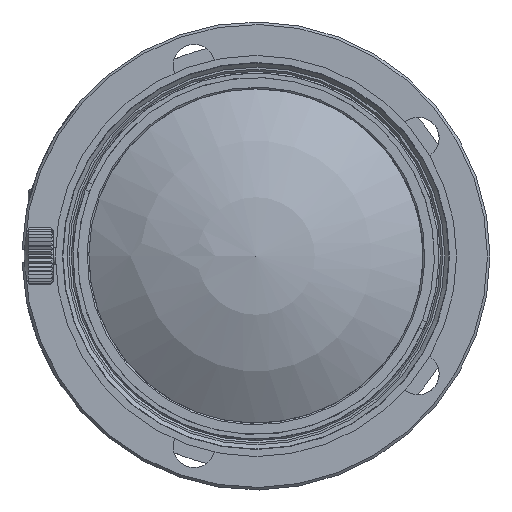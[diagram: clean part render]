
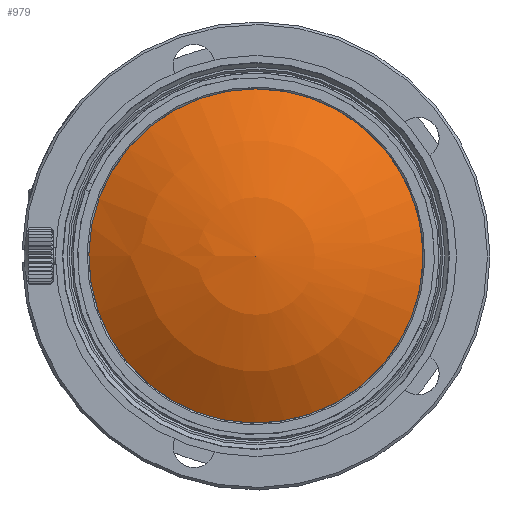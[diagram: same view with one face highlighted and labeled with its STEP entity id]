
A CAD part, left-side view. The second image highlights one B-rep face of the part: STEP entity #979.
In plain terms, the highlighted spherical face has radius 35.281 mm.
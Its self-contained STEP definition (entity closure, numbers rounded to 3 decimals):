
#106=SPHERICAL_SURFACE('',#10082,35.281);
#590=FACE_OUTER_BOUND('',#2841,.T.);
#979=ADVANCED_FACE('',(#590),#106,.T.);
#1407=CIRCLE('',#10081,20.);
#2841=EDGE_LOOP('',(#5696));
#5696=ORIENTED_EDGE('',*,*,#8472,.T.);
#7031=VERTEX_POINT('',#19654);
#8472=EDGE_CURVE('',#7031,#7031,#1407,.T.);
#10081=AXIS2_PLACEMENT_3D('',#19653,#11402,#11403);
#10082=AXIS2_PLACEMENT_3D('',#19655,#11404,#11405);
#11402=DIRECTION('',(-1.,0.,0.));
#11403=DIRECTION('',(0.,0.,1.));
#11404=DIRECTION('',(-1.,0.,0.));
#11405=DIRECTION('',(0.,1.,0.));
#19653=CARTESIAN_POINT('',(-93.401,0.,0.));
#19654=CARTESIAN_POINT('',(-93.401,0.,20.));
#19655=CARTESIAN_POINT('',(-64.336,0.,0.));
